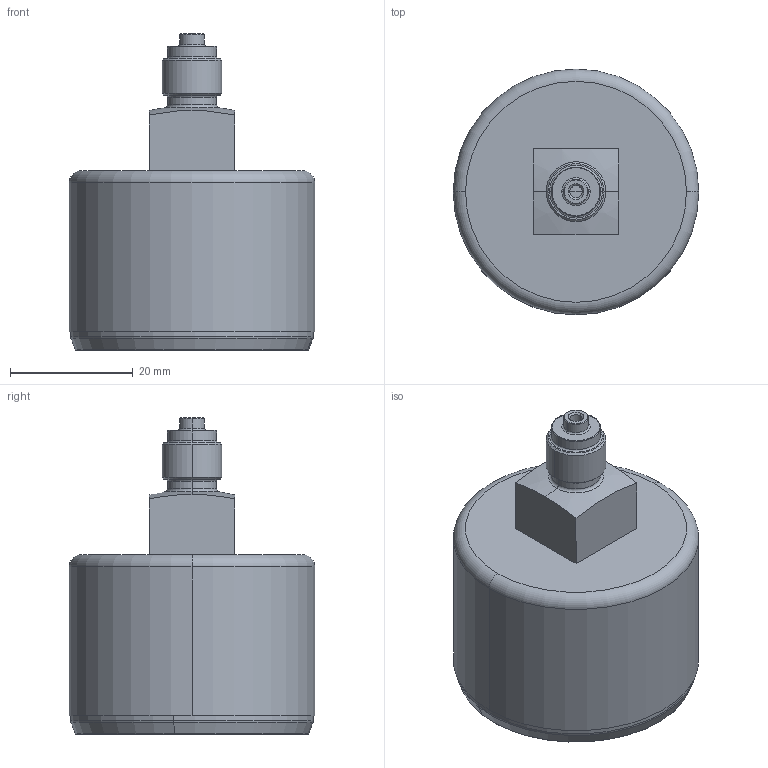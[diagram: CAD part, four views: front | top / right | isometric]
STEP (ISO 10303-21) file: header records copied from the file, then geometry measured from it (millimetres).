
FILE_DESCRIPTION (( 'STEP AP214' ), '1' );
FILE_NAME ('MM05_G1-8 zoll-(40mm)_Axial.STEP', '2023-11-20T13:06:45', ( '' ), ( '' ), 'SwSTEP 2.0', 'SolidWorks 2021', '' );
FILE_SCHEMA (( 'AUTOMOTIVE_DESIGN' ));
Length unit declared in the file: metre
Products named in the file (1): MM05_G1-8 zoll-(40mm)_Axial
Bounding box: 40 x 40 x 51.5 mm (x, y, z)
Volume: 6290 mm3; surface area: 15507.5 mm2
Topology: 6 solids, 6 shells, 614 faces, 1553 edges, 1015 vertices
Faces by surface type: plane 445, cylinder 90, bspline 31, torus 20, cone 16, sphere 12
Entity records: 26737 total; most frequent: CARTESIAN_POINT 5106, ORIENTED_EDGE 3086, DIRECTION 2912, EDGE_CURVE 1543, VECTOR 1218, LINE 1218, VERTEX_POINT 1013, AXIS2_PLACEMENT_3D 847
